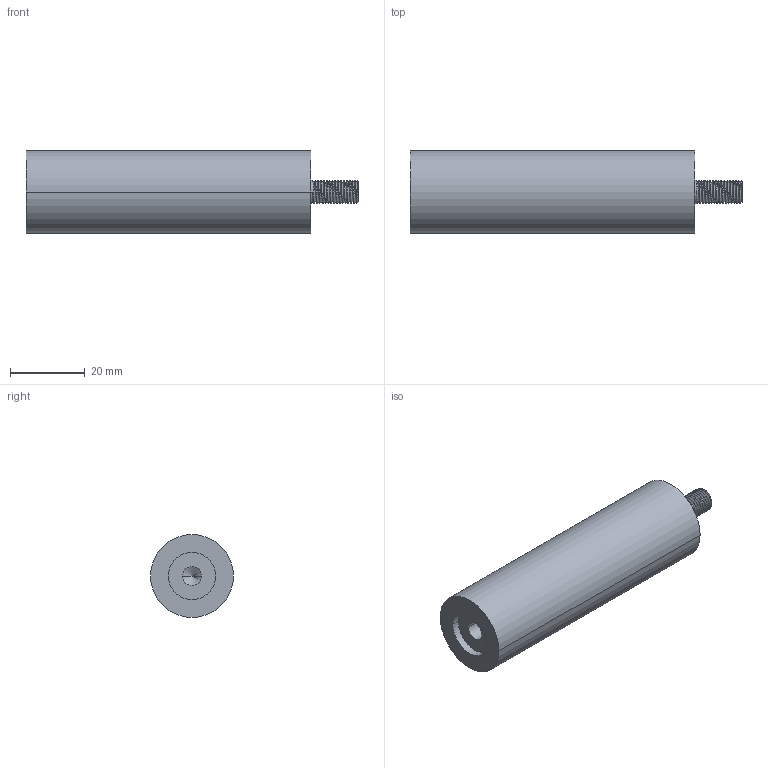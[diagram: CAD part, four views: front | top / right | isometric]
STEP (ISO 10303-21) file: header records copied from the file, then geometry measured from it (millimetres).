
FILE_DESCRIPTION((''),'2;1');
FILE_NAME('156623_SW','2011-10-03T',('banengservice'),('BANNER ENGINEERING'),'PRO/ENGINEER BY PARAMETRIC TECHNOLOGY CORPORATION, 2009141','PRO/ENGINEER BY PARAMETRIC TECHNOLOGY CORPORATION, 2009141','');
FILE_SCHEMA(('CONFIG_CONTROL_DESIGN'));
Length unit declared in the file: inch
Products named in the file (1): 156623_SW
Bounding box: 88.9 x 22.23 x 22.23 mm (x, y, z)
Volume: 29257.1 mm3; surface area: 6920.8 mm2
Topology: 1 solids, 1 shells, 64 faces, 167 edges, 107 vertices
Faces by surface type: cylinder 38, plane 13, bspline 10, cone 3
Entity records: 4473 total; most frequent: CARTESIAN_POINT 3042, ORIENTED_EDGE 330, DIRECTION 211, EDGE_CURVE 165, VERTEX_POINT 107, B_SPLINE_CURVE_WITH_KNOTS 78, VECTOR 71, LINE 71
